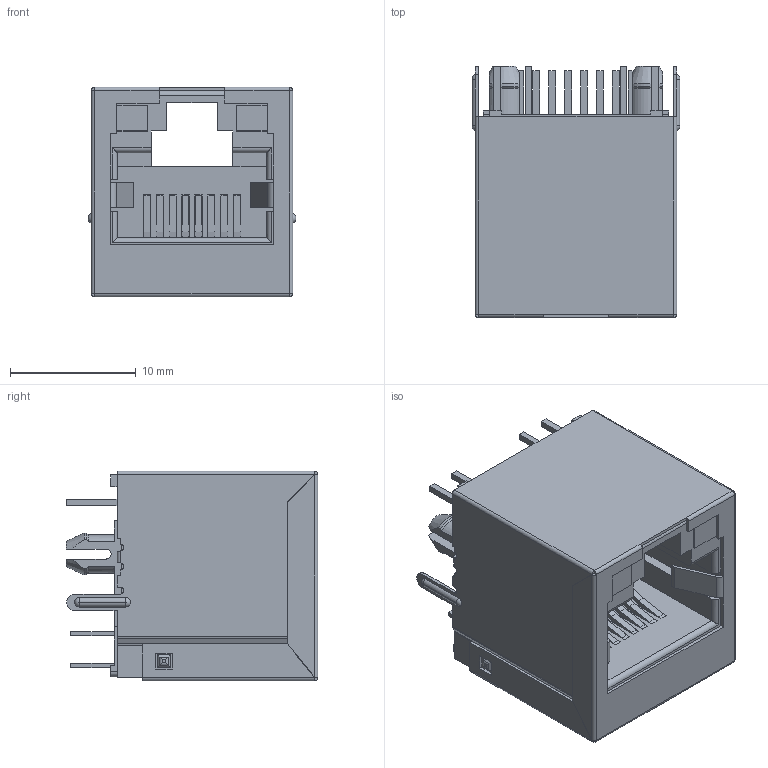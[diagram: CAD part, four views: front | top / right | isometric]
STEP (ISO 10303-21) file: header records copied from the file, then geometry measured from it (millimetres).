
FILE_DESCRIPTION(/* description */ ('Unknown'),/* implementation_level */ '2;1');
FILE_NAME(/* name */ '615008138321',/* time_stamp */ '2018-08-30T14:38:28+02:00',/* author */ ('Unknown'),/* organization */ ('Unknown'),/* preprocessor_version */ 'ST-DEVELOPER v16.7',/* originating_system */ 'DEX',/* authorisation */ $);
FILE_SCHEMA (('AUTOMOTIVE_DESIGN {1 0 10303 214 3 1 1}'));
Length unit declared in the file: millimetre
Products named in the file (18): 615008138321; 615008138321_Housing; 615008138321_Housing1; 615008138321_LED_Jaune; 615008138321_LED2; 615008138321_LED1; 615008138321_LED_jaune; 615008138321_LED_vert; 615008138321_Pin1; 615008138321_Pin3; 615008138321_Pin5; 615008138321_Pin7; 615008138321_Pin2; 615008138321_Pin4; 615008138321_Pin6; 615008138321_Pin8; 615008138321_Shielding
Assembly tree (19 placements, depth 3):
  615008138321
    615008138321_Housing
    615008138321_Housing1
    615008138321_LED_Jaune
      615008138321_LED2
      615008138321_LED1
      615008138321_LED_jaune
    615008138321_LED_vert
      615008138321_LED2
      615008138321_LED1
      615008138321_LED_vert
    615008138321_Pin1
    615008138321_Pin3
    615008138321_Pin5
    615008138321_Pin7
    615008138321_Pin2
    615008138321_Pin4
    615008138321_Pin6
    615008138321_Pin8
    615008138321_Shielding
Bounding box: 16.57 x 20.05 x 16.7 mm (x, y, z)
Volume: 2406.8 mm3; surface area: 6536.9 mm2
Topology: 17 solids, 17 shells, 741 faces, 2051 edges, 1324 vertices
Faces by surface type: plane 538, cylinder 175, torus 16, cone 8, sphere 4
Full cylindrical faces by diameter (mm): 0.8 x2
Entity records: 22771 total; most frequent: CARTESIAN_POINT 4035, ORIENTED_EDGE 3900, DIRECTION 3713, EDGE_CURVE 1950, LINE 1571, VECTOR 1571, VERTEX_POINT 1261, AXIS2_PLACEMENT_3D 1071
